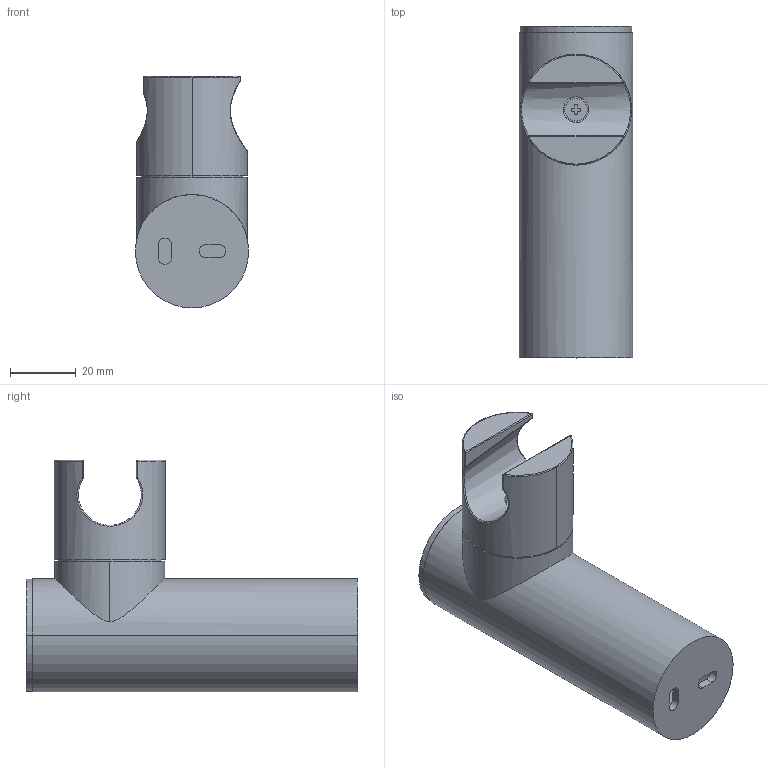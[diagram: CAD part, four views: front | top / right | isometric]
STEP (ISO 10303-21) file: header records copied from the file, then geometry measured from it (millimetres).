
FILE_DESCRIPTION((''),'2;1');
FILE_NAME('ZSUP022CR','2021-11-23T10:41:41',('ut3'),('PAFFONI SpA'),'CREO PARAMETRIC BY PTC INC, 2020044','CREO PARAMETRIC BY PTC INC, 2020044','');
FILE_SCHEMA(('CONFIG_CONTROL_DESIGN','SHAPE_APPEARANCE_LAYERS_GROUPS'));
Length unit declared in the file: millimetre
Products named in the file (1): ZSUP022CR
Bounding box: 34.5 x 101 x 70.55 mm (x, y, z)
Volume: 47135.2 mm3; surface area: 39356.5 mm2
Topology: 2 solids, 2 shells, 223 faces, 560 edges, 363 vertices
Faces by surface type: plane 112, cylinder 88, cone 9, sphere 8, bspline 4, torus 2
Entity records: 9825 total; most frequent: CARTESIAN_POINT 2937, DIRECTION 1136, ORIENTED_EDGE 1116, EDGE_CURVE 558, AXIS2_PLACEMENT_3D 423, VERTEX_POINT 363, VECTOR 290, LINE 290
